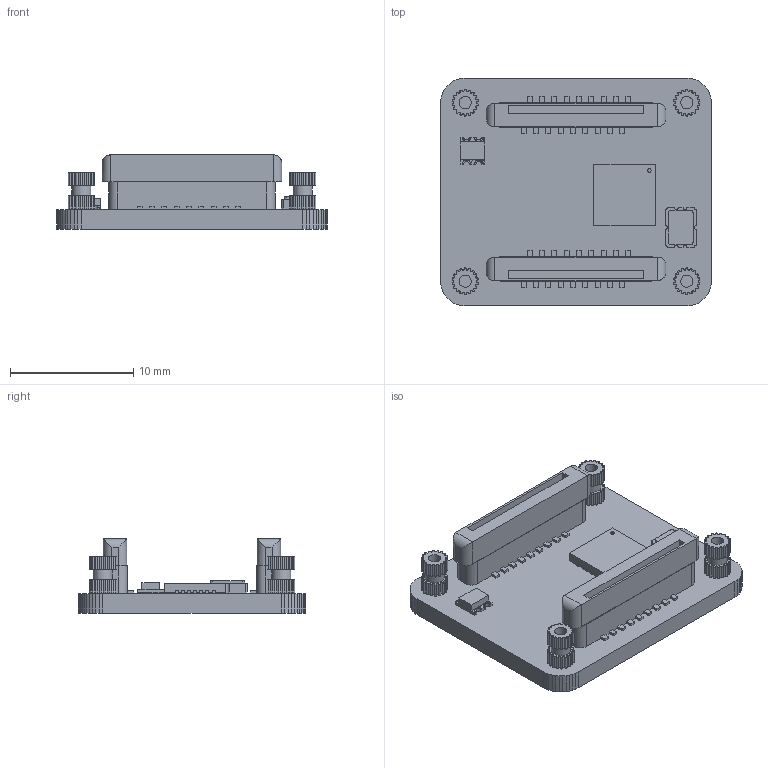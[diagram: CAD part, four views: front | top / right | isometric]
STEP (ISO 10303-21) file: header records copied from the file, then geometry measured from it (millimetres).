
FILE_DESCRIPTION(('KiCad electronic assembly'),'2;1');
FILE_NAME('hc32l110.step','2023-05-19T16:40:00',('Pcbnew'),('Kicad'), 'Open CASCADE STEP processor 7.5','KiCad to STEP converter','Unknown' );
FILE_SCHEMA(('AUTOMOTIVE_DESIGN { 1 0 10303 214 1 1 1 1 }'));
Length unit declared in the file: millimetre
Products named in the file (41): hc32l110 1; insert_2mm; SOLID; XF2J-1824-12A; WS2812-2020; COMPOUND; ads1293; xtal3225; hc32l110 PCB
Assembly tree (44 placements, depth 3):
  hc32l110 1
    insert_2mm  x4
      SOLID
    XF2J-1824-12A  x2
      SOLID
    WS2812-2020
      COMPOUND
    ads1293
      SOLID
      SOLID
      SOLID
      SOLID
      SOLID
      SOLID
      SOLID
      SOLID
      SOLID
      SOLID
      SOLID
      SOLID
      SOLID
      SOLID
      SOLID
      SOLID
      SOLID
      SOLID
      SOLID
      SOLID
      SOLID
      SOLID
      SOLID
      SOLID
      SOLID
      SOLID
      SOLID
      SOLID
      SOLID
      SOLID
    xtal3225
      SOLID
    hc32l110 PCB
Bounding box: 22 x 18.5 x 6.03 mm (x, y, z)
Volume: 876.7 mm3; surface area: 1840.3 mm2
Topology: 44 solids, 44 shells, 1003 faces, 2665 edges, 1763 vertices
Faces by surface type: plane 650, cylinder 351, bspline 2
Full cylindrical faces by diameter (mm): 0.3 x1, 1 x4, 1.574 x4
Entity records: 44682 total; most frequent: CARTESIAN_POINT 7693, DIRECTION 6686, LINE 4617, VECTOR 4617, ORIENTED_EDGE 3426, PCURVE 3426, DEFINITIONAL_REPRESENTATION 3426, EDGE_CURVE 1713
